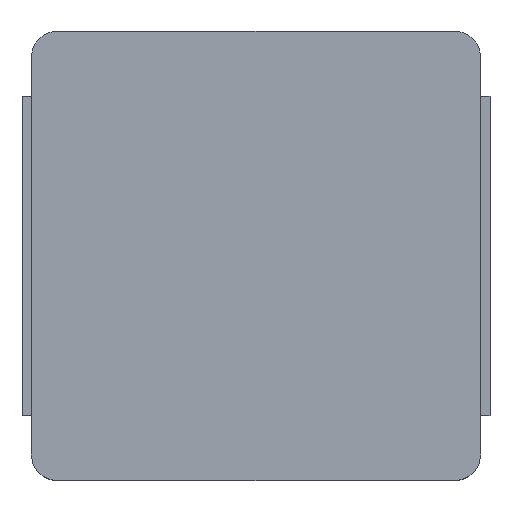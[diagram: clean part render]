
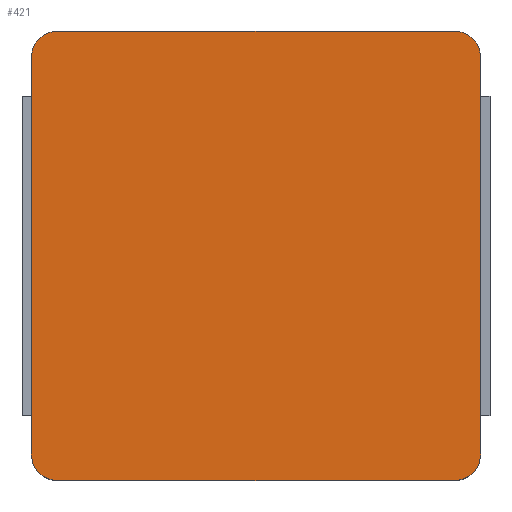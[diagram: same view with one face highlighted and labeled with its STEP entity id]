
A CAD part, top view. The second image highlights one B-rep face of the part: STEP entity #421.
In plain terms, the highlighted planar face has unit normal (0, 0, 1).
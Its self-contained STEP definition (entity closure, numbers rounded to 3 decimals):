
#33 = VERTEX_POINT('',#34);
#34 = CARTESIAN_POINT('',(-7.45,8.45,6.7));
#40 = EDGE_CURVE('',#41,#33,#43,.T.);
#41 = VERTEX_POINT('',#42);
#42 = CARTESIAN_POINT('',(-8.45,7.45,6.7));
#43 = CIRCLE('',#44,1.);
#44 = AXIS2_PLACEMENT_3D('',#45,#46,#47);
#45 = CARTESIAN_POINT('',(-7.45,7.45,6.7));
#46 = DIRECTION('',(-0.,-0.,-1.));
#47 = DIRECTION('',(0.,-1.,0.));
#72 = VERTEX_POINT('',#73);
#73 = CARTESIAN_POINT('',(7.45,8.45,6.7));
#79 = EDGE_CURVE('',#72,#33,#80,.T.);
#80 = LINE('',#81,#82);
#81 = CARTESIAN_POINT('',(8.45,8.45,6.7));
#82 = VECTOR('',#83,1.);
#83 = DIRECTION('',(-1.,0.,0.));
#104 = EDGE_CURVE('',#105,#72,#107,.T.);
#105 = VERTEX_POINT('',#106);
#106 = CARTESIAN_POINT('',(8.45,7.45,6.7));
#107 = CIRCLE('',#108,1.);
#108 = AXIS2_PLACEMENT_3D('',#109,#110,#111);
#109 = CARTESIAN_POINT('',(7.45,7.45,6.7));
#110 = DIRECTION('',(-0.,0.,1.));
#111 = DIRECTION('',(0.,-1.,0.));
#138 = VERTEX_POINT('',#139);
#139 = CARTESIAN_POINT('',(8.45,-7.45,6.7));
#145 = EDGE_CURVE('',#138,#105,#146,.T.);
#146 = LINE('',#147,#148);
#147 = CARTESIAN_POINT('',(8.45,-8.45,6.7));
#148 = VECTOR('',#149,1.);
#149 = DIRECTION('',(0.,1.,0.));
#200 = EDGE_CURVE('',#201,#138,#203,.T.);
#201 = VERTEX_POINT('',#202);
#202 = CARTESIAN_POINT('',(7.45,-8.45,6.7));
#203 = CIRCLE('',#204,1.);
#204 = AXIS2_PLACEMENT_3D('',#205,#206,#207);
#205 = CARTESIAN_POINT('',(7.45,-7.45,6.7));
#206 = DIRECTION('',(-0.,0.,1.));
#207 = DIRECTION('',(0.,-1.,0.));
#232 = VERTEX_POINT('',#233);
#233 = CARTESIAN_POINT('',(-7.45,-8.45,6.7));
#239 = EDGE_CURVE('',#232,#201,#240,.T.);
#240 = LINE('',#241,#242);
#241 = CARTESIAN_POINT('',(-8.45,-8.45,6.7));
#242 = VECTOR('',#243,1.);
#243 = DIRECTION('',(1.,0.,0.));
#264 = EDGE_CURVE('',#265,#232,#267,.T.);
#265 = VERTEX_POINT('',#266);
#266 = CARTESIAN_POINT('',(-8.45,-7.45,6.7));
#267 = CIRCLE('',#268,1.);
#268 = AXIS2_PLACEMENT_3D('',#269,#270,#271);
#269 = CARTESIAN_POINT('',(-7.45,-7.45,6.7));
#270 = DIRECTION('',(-0.,0.,1.));
#271 = DIRECTION('',(0.,-1.,0.));
#296 = EDGE_CURVE('',#41,#265,#297,.T.);
#297 = LINE('',#298,#299);
#298 = CARTESIAN_POINT('',(-8.45,8.45,6.7));
#299 = VECTOR('',#300,1.);
#300 = DIRECTION('',(0.,-1.,0.));
#421 = ADVANCED_FACE('',(#422),#432,.T.);
#422 = FACE_BOUND('',#423,.T.);
#423 = EDGE_LOOP('',(#424,#425,#426,#427,#428,#429,#430,#431));
#424 = ORIENTED_EDGE('',*,*,#296,.T.);
#425 = ORIENTED_EDGE('',*,*,#264,.T.);
#426 = ORIENTED_EDGE('',*,*,#239,.T.);
#427 = ORIENTED_EDGE('',*,*,#200,.T.);
#428 = ORIENTED_EDGE('',*,*,#145,.T.);
#429 = ORIENTED_EDGE('',*,*,#104,.T.);
#430 = ORIENTED_EDGE('',*,*,#79,.T.);
#431 = ORIENTED_EDGE('',*,*,#40,.F.);
#432 = PLANE('',#433);
#433 = AXIS2_PLACEMENT_3D('',#434,#435,#436);
#434 = CARTESIAN_POINT('',(0.,0.,6.7)
  );
#435 = DIRECTION('',(0.,0.,1.));
#436 = DIRECTION('',(1.,0.,0.));
